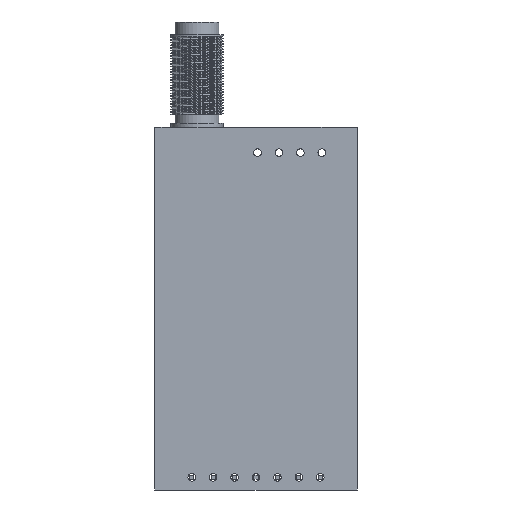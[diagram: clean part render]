
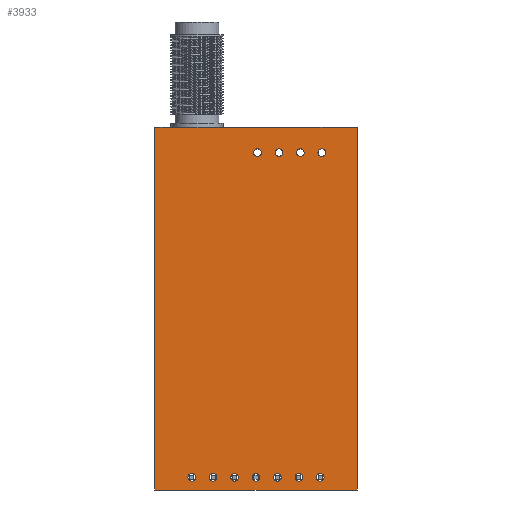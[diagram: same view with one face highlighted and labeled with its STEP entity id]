
A CAD part, front view. The second image highlights one B-rep face of the part: STEP entity #3933.
In plain terms, the highlighted planar face has unit normal (0, -1, 0).
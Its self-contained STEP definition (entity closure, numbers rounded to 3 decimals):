
#28=FACE_BOUND('',#769,.T.);
#29=FACE_BOUND('',#770,.T.);
#30=FACE_BOUND('',#771,.T.);
#31=FACE_BOUND('',#772,.T.);
#32=FACE_BOUND('',#773,.T.);
#33=FACE_BOUND('',#774,.T.);
#34=FACE_BOUND('',#775,.T.);
#35=FACE_BOUND('',#776,.T.);
#36=FACE_BOUND('',#777,.T.);
#37=FACE_BOUND('',#778,.T.);
#38=FACE_BOUND('',#779,.T.);
#90=CIRCLE('',#4217,0.45);
#91=CIRCLE('',#4218,0.45);
#92=CIRCLE('',#4219,0.45);
#93=CIRCLE('',#4220,0.45);
#94=CIRCLE('',#4221,0.45);
#95=CIRCLE('',#4222,0.45);
#96=CIRCLE('',#4223,0.45);
#97=CIRCLE('',#4224,0.45);
#98=CIRCLE('',#4225,0.45);
#99=CIRCLE('',#4226,0.45);
#100=CIRCLE('',#4227,0.45);
#535=FACE_OUTER_BOUND('',#768,.T.);
#768=EDGE_LOOP('',(#2991,#2992,#2993,#2994,#2995,#2996));
#769=EDGE_LOOP('',(#2997));
#770=EDGE_LOOP('',(#2998));
#771=EDGE_LOOP('',(#2999));
#772=EDGE_LOOP('',(#3000));
#773=EDGE_LOOP('',(#3001));
#774=EDGE_LOOP('',(#3002));
#775=EDGE_LOOP('',(#3003));
#776=EDGE_LOOP('',(#3004));
#777=EDGE_LOOP('',(#3005));
#778=EDGE_LOOP('',(#3006));
#779=EDGE_LOOP('',(#3007));
#1067=LINE('',#14512,#1423);
#1068=LINE('',#14516,#1424);
#1071=LINE('',#14521,#1427);
#1073=LINE('',#14524,#1429);
#1074=LINE('',#14528,#1430);
#1075=LINE('',#14530,#1431);
#1423=VECTOR('',#4770,3.167);
#1424=VECTOR('',#4773,43.);
#1427=VECTOR('',#4778,24.);
#1429=VECTOR('',#4782,43.);
#1430=VECTOR('',#4787,17.167);
#1431=VECTOR('',#4790,3.666);
#1871=VERTEX_POINT('',#14508);
#1872=VERTEX_POINT('',#14510);
#1873=VERTEX_POINT('',#14514);
#1874=VERTEX_POINT('',#14515);
#1875=VERTEX_POINT('',#14520);
#1876=VERTEX_POINT('',#14526);
#1877=VERTEX_POINT('',#14531);
#1878=VERTEX_POINT('',#14533);
#1879=VERTEX_POINT('',#14535);
#1880=VERTEX_POINT('',#14537);
#1881=VERTEX_POINT('',#14539);
#1882=VERTEX_POINT('',#14541);
#1883=VERTEX_POINT('',#14543);
#1884=VERTEX_POINT('',#14545);
#1885=VERTEX_POINT('',#14547);
#1886=VERTEX_POINT('',#14549);
#1887=VERTEX_POINT('',#14551);
#2323=EDGE_CURVE('',#1872,#1871,#1067,.T.);
#2324=EDGE_CURVE('',#1873,#1874,#1068,.T.);
#2327=EDGE_CURVE('',#1874,#1875,#1071,.T.);
#2329=EDGE_CURVE('',#1875,#1872,#1073,.T.);
#2331=EDGE_CURVE('',#1876,#1873,#1074,.T.);
#2332=EDGE_CURVE('',#1871,#1876,#1075,.T.);
#2333=EDGE_CURVE('',#1877,#1877,#90,.T.);
#2334=EDGE_CURVE('',#1878,#1878,#91,.T.);
#2335=EDGE_CURVE('',#1879,#1879,#92,.T.);
#2336=EDGE_CURVE('',#1880,#1880,#93,.T.);
#2337=EDGE_CURVE('',#1881,#1881,#94,.T.);
#2338=EDGE_CURVE('',#1882,#1882,#95,.T.);
#2339=EDGE_CURVE('',#1883,#1883,#96,.T.);
#2340=EDGE_CURVE('',#1884,#1884,#97,.T.);
#2341=EDGE_CURVE('',#1885,#1885,#98,.T.);
#2342=EDGE_CURVE('',#1886,#1886,#99,.T.);
#2343=EDGE_CURVE('',#1887,#1887,#100,.T.);
#2991=ORIENTED_EDGE('',*,*,#2324,.F.);
#2992=ORIENTED_EDGE('',*,*,#2331,.F.);
#2993=ORIENTED_EDGE('',*,*,#2332,.F.);
#2994=ORIENTED_EDGE('',*,*,#2323,.F.);
#2995=ORIENTED_EDGE('',*,*,#2329,.F.);
#2996=ORIENTED_EDGE('',*,*,#2327,.F.);
#2997=ORIENTED_EDGE('',*,*,#2333,.T.);
#2998=ORIENTED_EDGE('',*,*,#2334,.T.);
#2999=ORIENTED_EDGE('',*,*,#2335,.T.);
#3000=ORIENTED_EDGE('',*,*,#2336,.T.);
#3001=ORIENTED_EDGE('',*,*,#2337,.T.);
#3002=ORIENTED_EDGE('',*,*,#2338,.T.);
#3003=ORIENTED_EDGE('',*,*,#2339,.T.);
#3004=ORIENTED_EDGE('',*,*,#2340,.T.);
#3005=ORIENTED_EDGE('',*,*,#2341,.T.);
#3006=ORIENTED_EDGE('',*,*,#2342,.T.);
#3007=ORIENTED_EDGE('',*,*,#2343,.T.);
#3758=PLANE('',#4216);
#3933=ADVANCED_FACE('',(#535,#28,#29,#30,#31,#32,#33,#34,#35,#36,#37,#38),
#3758,.F.);
#4216=AXIS2_PLACEMENT_3D('',#14529,#4788,#4789);
#4217=AXIS2_PLACEMENT_3D('',#14532,#4791,#4792);
#4218=AXIS2_PLACEMENT_3D('',#14534,#4793,#4794);
#4219=AXIS2_PLACEMENT_3D('',#14536,#4795,#4796);
#4220=AXIS2_PLACEMENT_3D('',#14538,#4797,#4798);
#4221=AXIS2_PLACEMENT_3D('',#14540,#4799,#4800);
#4222=AXIS2_PLACEMENT_3D('',#14542,#4801,#4802);
#4223=AXIS2_PLACEMENT_3D('',#14544,#4803,#4804);
#4224=AXIS2_PLACEMENT_3D('',#14546,#4805,#4806);
#4225=AXIS2_PLACEMENT_3D('',#14548,#4807,#4808);
#4226=AXIS2_PLACEMENT_3D('',#14550,#4809,#4810);
#4227=AXIS2_PLACEMENT_3D('',#14552,#4811,#4812);
#4770=DIRECTION('',(1.,0.,0.));
#4773=DIRECTION('',(0.,0.,-1.));
#4778=DIRECTION('',(-1.,0.,0.));
#4782=DIRECTION('',(0.,0.,1.));
#4787=DIRECTION('',(1.,0.,0.));
#4788=DIRECTION('center_axis',(0.,1.,0.));
#4789=DIRECTION('ref_axis',(0.,0.,1.));
#4790=DIRECTION('',(1.,0.,0.));
#4791=DIRECTION('center_axis',(0.,1.,0.));
#4792=DIRECTION('ref_axis',(0.,0.,1.));
#4793=DIRECTION('center_axis',(0.,1.,0.));
#4794=DIRECTION('ref_axis',(0.,0.,1.));
#4795=DIRECTION('center_axis',(0.,1.,0.));
#4796=DIRECTION('ref_axis',(0.,0.,1.));
#4797=DIRECTION('center_axis',(0.,1.,0.));
#4798=DIRECTION('ref_axis',(0.,0.,1.));
#4799=DIRECTION('center_axis',(0.,1.,0.));
#4800=DIRECTION('ref_axis',(0.,0.,1.));
#4801=DIRECTION('center_axis',(0.,1.,0.));
#4802=DIRECTION('ref_axis',(0.,0.,1.));
#4803=DIRECTION('center_axis',(0.,1.,0.));
#4804=DIRECTION('ref_axis',(0.,0.,1.));
#4805=DIRECTION('center_axis',(0.,1.,0.));
#4806=DIRECTION('ref_axis',(0.,0.,1.));
#4807=DIRECTION('center_axis',(0.,1.,0.));
#4808=DIRECTION('ref_axis',(0.,0.,1.));
#4809=DIRECTION('center_axis',(0.,1.,0.));
#4810=DIRECTION('ref_axis',(0.,0.,1.));
#4811=DIRECTION('center_axis',(0.,1.,0.));
#4812=DIRECTION('ref_axis',(0.,0.,1.));
#14508=CARTESIAN_POINT('',(-8.833,0.,21.5));
#14510=CARTESIAN_POINT('',(-12.,0.,21.5));
#14512=CARTESIAN_POINT('',(-12.,0.,21.5));
#14514=CARTESIAN_POINT('',(12.,0.,21.5));
#14515=CARTESIAN_POINT('',(12.,0.,-21.5));
#14516=CARTESIAN_POINT('',(12.,0.,21.5));
#14520=CARTESIAN_POINT('',(-12.,0.,-21.5));
#14521=CARTESIAN_POINT('',(12.,0.,-21.5));
#14524=CARTESIAN_POINT('',(-12.,0.,-21.5));
#14526=CARTESIAN_POINT('',(-5.167,0.,21.5));
#14528=CARTESIAN_POINT('',(-5.167,0.,21.5));
#14529=CARTESIAN_POINT('Origin',(0.,0.,0.));
#14530=CARTESIAN_POINT('',(-8.833,0.,21.5));
#14531=CARTESIAN_POINT('',(-7.62,0.,-20.45));
#14532=CARTESIAN_POINT('Origin',(-7.62,0.,-20.));
#14533=CARTESIAN_POINT('',(0.18,0.,18.05));
#14534=CARTESIAN_POINT('Origin',(0.18,0.,18.5));
#14535=CARTESIAN_POINT('',(2.72,0.,18.05));
#14536=CARTESIAN_POINT('Origin',(2.72,0.,18.5));
#14537=CARTESIAN_POINT('',(5.26,0.,18.05));
#14538=CARTESIAN_POINT('Origin',(5.26,0.,18.5));
#14539=CARTESIAN_POINT('',(7.8,0.,18.05));
#14540=CARTESIAN_POINT('Origin',(7.8,0.,18.5));
#14541=CARTESIAN_POINT('',(7.62,0.,-20.45));
#14542=CARTESIAN_POINT('Origin',(7.62,0.,-20.));
#14543=CARTESIAN_POINT('',(5.08,0.,-20.45));
#14544=CARTESIAN_POINT('Origin',(5.08,0.,-20.));
#14545=CARTESIAN_POINT('',(2.54,0.,-20.45));
#14546=CARTESIAN_POINT('Origin',(2.54,0.,-20.));
#14547=CARTESIAN_POINT('',(0.,0.,-20.45));
#14548=CARTESIAN_POINT('Origin',(0.,0.,-20.));
#14549=CARTESIAN_POINT('',(-2.54,0.,-20.45));
#14550=CARTESIAN_POINT('Origin',(-2.54,0.,-20.));
#14551=CARTESIAN_POINT('',(-5.08,0.,-20.45));
#14552=CARTESIAN_POINT('Origin',(-5.08,0.,-20.));
